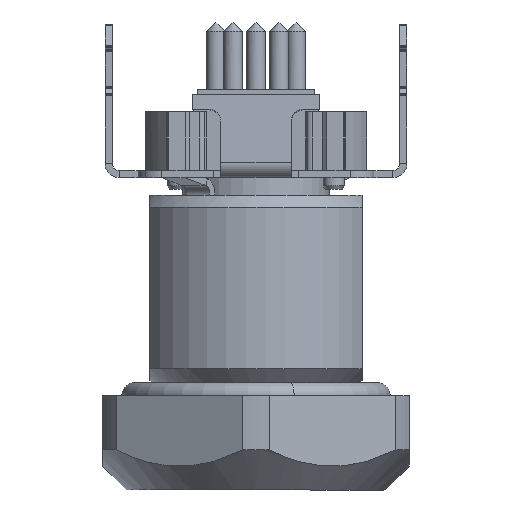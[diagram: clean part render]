
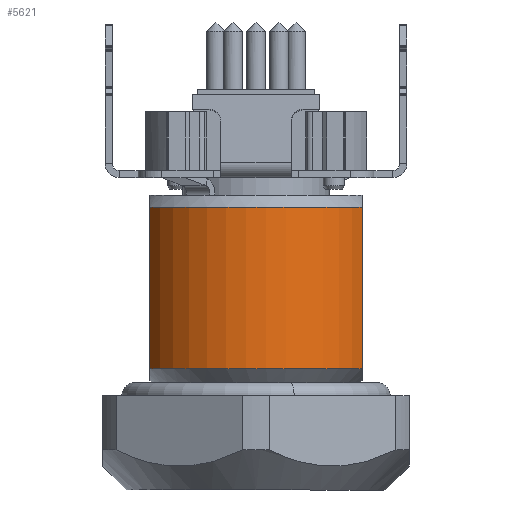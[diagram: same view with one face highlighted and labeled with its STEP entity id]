
A CAD part, front view. The second image highlights one B-rep face of the part: STEP entity #5621.
In plain terms, the highlighted cylindrical face has radius 5 mm (diameter 10 mm), a partial arc.
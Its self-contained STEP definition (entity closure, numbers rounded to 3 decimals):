
#5494=AXIS2_PLACEMENT_3D('Circle Axis2P3D',#5492,#5493,$) ;
#5601=AXIS2_PLACEMENT_3D('Cylinder Axis2P3D',#5598,#5599,#5600) ;
#5612=AXIS2_PLACEMENT_3D('Circle Axis2P3D',#5610,#5611,$) ;
#5489=CARTESIAN_POINT('Vertex',(11.,5.021,5.15)) ;
#5492=CARTESIAN_POINT('Axis2P3D Location',(6.5,7.2,5.15)) ;
#5496=CARTESIAN_POINT('Vertex',(2.,5.021,5.15)) ;
#5576=CARTESIAN_POINT('Vertex',(11.,5.021,12.)) ;
#5579=CARTESIAN_POINT('Line Origine',(11.,5.021,8.575)) ;
#5598=CARTESIAN_POINT('Axis2P3D Location',(6.5,7.2,8.825)) ;
#5603=CARTESIAN_POINT('Line Origine',(2.,5.021,8.825)) ;
#5607=CARTESIAN_POINT('Vertex',(2.,5.021,12.)) ;
#5610=CARTESIAN_POINT('Axis2P3D Location',(6.5,7.2,12.)) ;
#5493=DIRECTION('Axis2P3D Direction',(0.,0.,1.)) ;
#5580=DIRECTION('Vector Direction',(0.,0.,1.)) ;
#5599=DIRECTION('Axis2P3D Direction',(0.,0.,-1.)) ;
#5600=DIRECTION('Axis2P3D XDirection',(1.,0.,0.)) ;
#5604=DIRECTION('Vector Direction',(0.,0.,-1.)) ;
#5611=DIRECTION('Axis2P3D Direction',(0.,0.,-1.)) ;
#5581=VECTOR('Line Direction',#5580,1.) ;
#5605=VECTOR('Line Direction',#5604,1.) ;
#5616=ORIENTED_EDGE('',*,*,#5609,.T.) ;
#5617=ORIENTED_EDGE('',*,*,#5498,.F.) ;
#5618=ORIENTED_EDGE('',*,*,#5583,.T.) ;
#5619=ORIENTED_EDGE('',*,*,#5614,.F.) ;
#5621=ADVANCED_FACE('V2',(#5620),#5602,.T.) ;
#5495=CIRCLE('generated circle',#5494,5.) ;
#5613=CIRCLE('generated circle',#5612,5.) ;
#5602=CYLINDRICAL_SURFACE('generated cylinder',#5601,5.) ;
#5498=EDGE_CURVE('',#5490,#5497,#5495,.F.) ;
#5583=EDGE_CURVE('',#5490,#5577,#5582,.T.) ;
#5609=EDGE_CURVE('',#5608,#5497,#5606,.T.) ;
#5614=EDGE_CURVE('',#5608,#5577,#5613,.F.) ;
#5615=EDGE_LOOP('',(#5616,#5617,#5618,#5619)) ;
#5620=FACE_OUTER_BOUND('',#5615,.T.) ;
#5582=LINE('Line',#5579,#5581) ;
#5606=LINE('Line',#5603,#5605) ;
#5490=VERTEX_POINT('',#5489) ;
#5497=VERTEX_POINT('',#5496) ;
#5577=VERTEX_POINT('',#5576) ;
#5608=VERTEX_POINT('',#5607) ;
